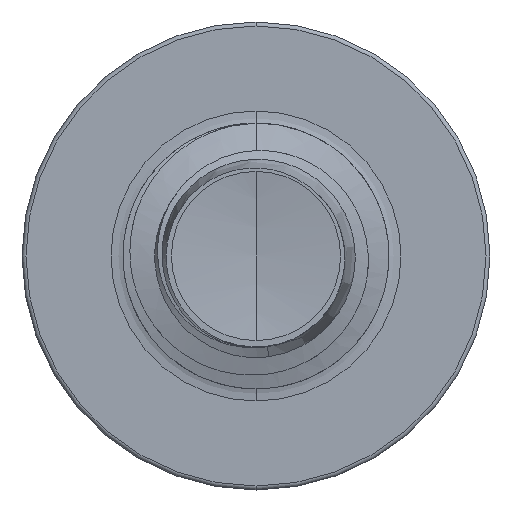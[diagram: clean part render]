
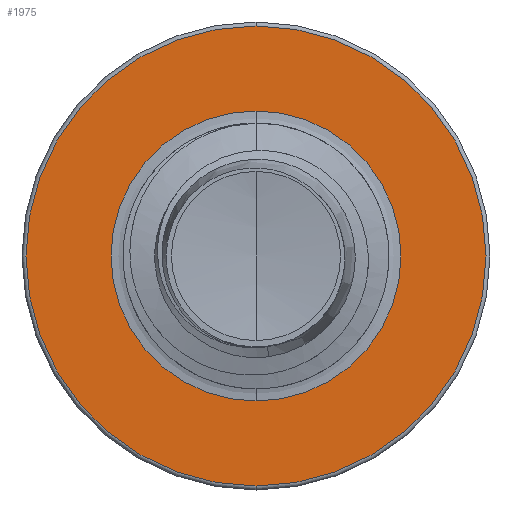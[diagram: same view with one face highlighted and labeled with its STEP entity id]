
A CAD part, front view. The second image highlights one B-rep face of the part: STEP entity #1975.
In plain terms, the highlighted planar face has unit normal (0, -1, 0).
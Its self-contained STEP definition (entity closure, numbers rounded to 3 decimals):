
#199 = AXIS2_PLACEMENT_3D ( 'NONE', #10031, #4574, #10874 ) ;
#229 = ORIENTED_EDGE ( 'NONE', *, *, #4856, .F. ) ;
#346 = CARTESIAN_POINT ( 'NONE',  ( 0., 3., 0. ) ) ;
#379 = DIRECTION ( 'NONE',  ( 0., 1., 0. ) ) ;
#578 = ORIENTED_EDGE ( 'NONE', *, *, #9824, .T. ) ;
#772 = DIRECTION ( 'NONE',  ( 0., 1., 0. ) ) ;
#1368 = DIRECTION ( 'NONE',  ( 0., 1., 0. ) ) ;
#1593 = DIRECTION ( 'NONE',  ( 0., 0., 1. ) ) ;
#1632 = VERTEX_POINT ( 'NONE', #2473 ) ;
#1975 = ADVANCED_FACE ( 'NONE', ( #9360, #11527 ), #11021, .F. ) ;
#2027 = AXIS2_PLACEMENT_3D ( 'NONE', #346, #7672, #1593 ) ;
#2046 = VERTEX_POINT ( 'NONE', #2756 ) ;
#2186 = CIRCLE ( 'NONE', #9289, 1.363 ) ;
#2473 = CARTESIAN_POINT ( 'NONE',  ( 0., 3., 1.363 ) ) ;
#2756 = CARTESIAN_POINT ( 'NONE',  ( 0., 3., -2.162 ) ) ;
#3095 = VERTEX_POINT ( 'NONE', #11507 ) ;
#3286 = ORIENTED_EDGE ( 'NONE', *, *, #7593, .F. ) ;
#4574 = DIRECTION ( 'NONE',  ( 0., 1., 0. ) ) ;
#4856 = EDGE_CURVE ( 'NONE', #3095, #2046, #12015, .T. ) ;
#5035 = VERTEX_POINT ( 'NONE', #9040 ) ;
#5658 = CARTESIAN_POINT ( 'NONE',  ( 0., 3., -1.363 ) ) ;
#7064 = CARTESIAN_POINT ( 'NONE',  ( 0., 3., 0. ) ) ;
#7365 = CIRCLE ( 'NONE', #2027, 1.363 ) ;
#7497 = CARTESIAN_POINT ( 'NONE',  ( 0., 3., 0. ) ) ;
#7574 = EDGE_CURVE ( 'NONE', #1632, #5035, #2186, .T. ) ;
#7593 = EDGE_CURVE ( 'NONE', #2046, #3095, #10941, .T. ) ;
#7672 = DIRECTION ( 'NONE',  ( 0., 1., 0. ) ) ;
#7698 = DIRECTION ( 'NONE',  ( 0., 0., 1. ) ) ;
#8015 = DIRECTION ( 'NONE',  ( 0., 0., 1. ) ) ;
#8310 = EDGE_LOOP ( 'NONE', ( #229, #3286 ) ) ;
#8436 = DIRECTION ( 'NONE',  ( 0., 0., 1. ) ) ;
#8454 = EDGE_LOOP ( 'NONE', ( #10617, #578 ) ) ;
#9040 = CARTESIAN_POINT ( 'NONE',  ( 0., 3., -1.363 ) ) ;
#9289 = AXIS2_PLACEMENT_3D ( 'NONE', #7497, #1368, #8436 ) ;
#9360 = FACE_OUTER_BOUND ( 'NONE', #8310, .T. ) ;
#9824 = EDGE_CURVE ( 'NONE', #5035, #1632, #7365, .T. ) ;
#10031 = CARTESIAN_POINT ( 'NONE',  ( 0., 3., 0. ) ) ;
#10560 = AXIS2_PLACEMENT_3D ( 'NONE', #5658, #379, #7698 ) ;
#10617 = ORIENTED_EDGE ( 'NONE', *, *, #7574, .T. ) ;
#10874 = DIRECTION ( 'NONE',  ( 0., 0., 1. ) ) ;
#10941 = CIRCLE ( 'NONE', #199, 2.163 ) ;
#11021 = PLANE ( 'NONE',  #10560 ) ;
#11507 = CARTESIAN_POINT ( 'NONE',  ( 0., 3., 2.163 ) ) ;
#11527 = FACE_BOUND ( 'NONE', #8454, .T. ) ;
#12015 = CIRCLE ( 'NONE', #12087, 2.163 ) ;
#12087 = AXIS2_PLACEMENT_3D ( 'NONE', #7064, #772, #8015 ) ;
